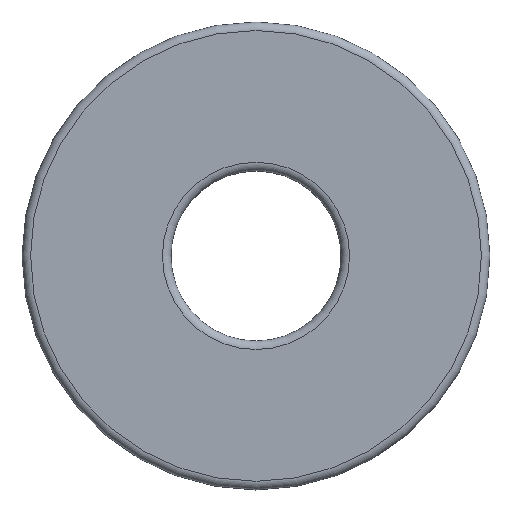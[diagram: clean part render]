
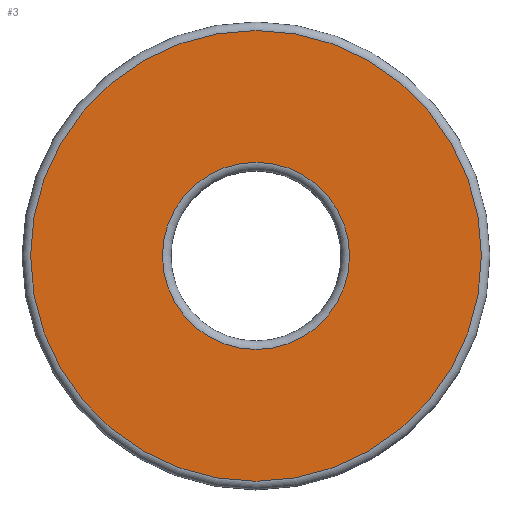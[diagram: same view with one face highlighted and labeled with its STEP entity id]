
A CAD part, top view. The second image highlights one B-rep face of the part: STEP entity #3.
In plain terms, the highlighted planar face has unit normal (0, 0, 1).
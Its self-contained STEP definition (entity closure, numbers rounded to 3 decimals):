
#3 = ADVANCED_FACE ( 'NONE', ( #111, #92 ), #60, .T. ) ;
#15 = VERTEX_POINT ( 'NONE', #107 ) ;
#37 = ORIENTED_EDGE ( 'NONE', *, *, #113, .T. ) ;
#46 = CIRCLE ( 'NONE', #184, 2.65 ) ;
#57 = VERTEX_POINT ( 'NONE', #137 ) ;
#60 = PLANE ( 'NONE',  #148 ) ;
#67 = CARTESIAN_POINT ( 'NONE',  ( 0., 0., 1.75 ) ) ;
#69 = DIRECTION ( 'NONE',  ( 1., 0., 0. ) ) ;
#77 = CARTESIAN_POINT ( 'NONE',  ( 0., 0., 1.75 ) ) ;
#79 = ORIENTED_EDGE ( 'NONE', *, *, #80, .T. ) ;
#80 = EDGE_CURVE ( 'NONE', #57, #57, #46, .T. ) ;
#82 = DIRECTION ( 'NONE',  ( 1., 0., 0. ) ) ;
#83 = DIRECTION ( 'NONE',  ( 0., 0., 1. ) ) ;
#92 = FACE_OUTER_BOUND ( 'NONE', #128, .T. ) ;
#99 = CARTESIAN_POINT ( 'NONE',  ( 0., 0., 1.75 ) ) ;
#107 = CARTESIAN_POINT ( 'NONE',  ( 1.1, 0., 1.75 ) ) ;
#111 = FACE_BOUND ( 'NONE', #171, .T. ) ;
#113 = EDGE_CURVE ( 'NONE', #15, #15, #190, .T. ) ;
#119 = DIRECTION ( 'NONE',  ( 0., 0., 1. ) ) ;
#128 = EDGE_LOOP ( 'NONE', ( #79 ) ) ;
#137 = CARTESIAN_POINT ( 'NONE',  ( 2.65, 0., 1.75 ) ) ;
#148 = AXIS2_PLACEMENT_3D ( 'NONE', #77, #119, #162 ) ;
#159 = AXIS2_PLACEMENT_3D ( 'NONE', #99, #176, #82 ) ;
#162 = DIRECTION ( 'NONE',  ( 1., 0., 0. ) ) ;
#171 = EDGE_LOOP ( 'NONE', ( #37 ) ) ;
#176 = DIRECTION ( 'NONE',  ( 0., 0., -1. ) ) ;
#184 = AXIS2_PLACEMENT_3D ( 'NONE', #67, #83, #69 ) ;
#190 = CIRCLE ( 'NONE', #159, 1.1 ) ;
